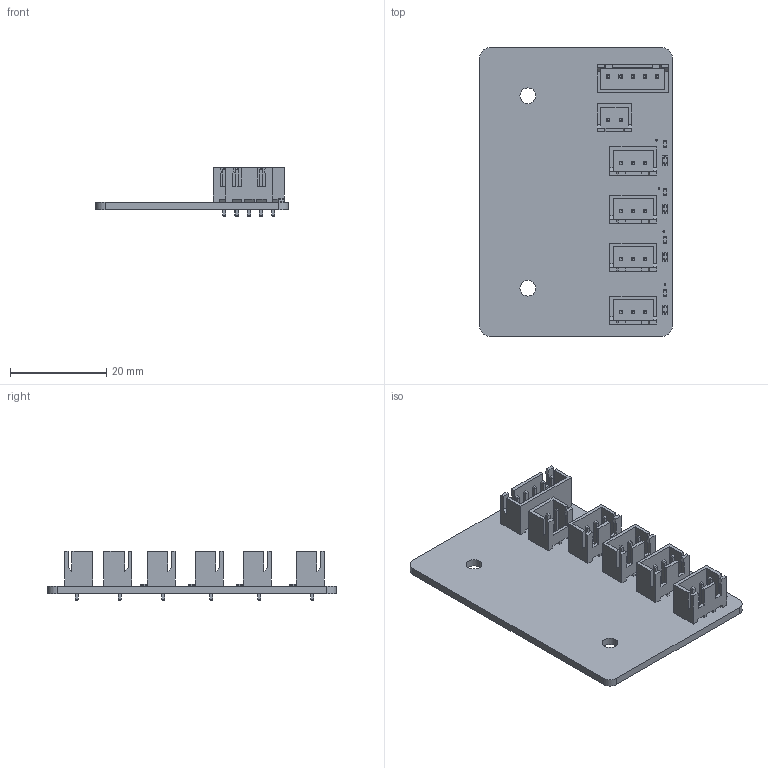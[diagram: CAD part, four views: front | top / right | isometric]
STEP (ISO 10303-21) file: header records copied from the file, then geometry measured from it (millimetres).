
FILE_DESCRIPTION(/* description */ ('STEP AP242','CAx-IF Rec.Pracs.---Representation and Presentation of Product Manufacturing Information (PMI)---4.0---2014-10-13','CAx-IF Rec.Pracs.---3D Tessellated Geometry---0.4---2014-09-14','2;1'),/* implementation_level */ '2;1');
FILE_NAME(/* name */ '62f53b0866306771a1c09d16',/* time_stamp */ '2022-08-11T17:23:23+00:00',/* author */ (''),/* organization */ (''),/* preprocessor_version */ 'ST-DEVELOPER v18.102',/* originating_system */ ' ',/* authorisation */ ' ');
FILE_SCHEMA (('AP242_MANAGED_MODEL_BASED_3D_ENGINEERING_MIM_LF { 1 0 10303 442 1 1 4 }'));
Length unit declared in the file: metre
Products named in the file (15): 0603-RES_3; 0603-RES_2; 0603-RES_1; 0603-RES; 0805-DOT_3; 0805-DOT_2; 0805-DOT_1; 0805-DOT; B5B-XH; B2B-XH; B3B-XH_3; B3B-XH_2; B3B-XH_1; B3B-XH; Board
Bounding box: 40 x 60 x 10.21 mm (x, y, z)
Volume: 4710.8 mm3; surface area: 8684.2 mm2
Topology: 15 solids, 15 shells, 934 faces, 2383 edges, 1502 vertices
Faces by surface type: plane 889, cylinder 45
Full cylindrical faces by diameter (mm): 0.35 x4, 0.8 x19, 3.3 x2
Entity records: 30450 total; most frequent: CARTESIAN_POINT 4809, ORIENTED_EDGE 4716, DIRECTION 4346, EDGE_CURVE 2358, LINE 2268, VECTOR 2268, VERTEX_POINT 1502, AXIS2_PLACEMENT_3D 1039
